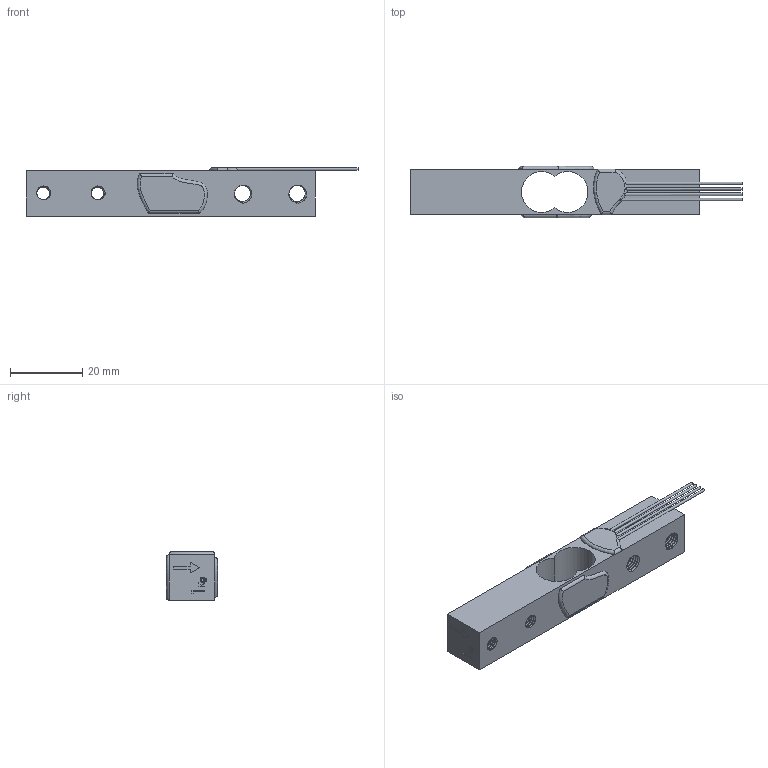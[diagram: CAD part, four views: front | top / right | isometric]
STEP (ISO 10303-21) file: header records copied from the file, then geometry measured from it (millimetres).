
FILE_DESCRIPTION(/* description */ (''),/* implementation_level */ '2;1');
FILE_NAME(/* name */ 'Loadcell-1kg-No Name v1.step',/* time_stamp */ '2024-04-29T22:34:12+02:00',/* author */ (''),/* organization */ (''),/* preprocessor_version */ 'ST-DEVELOPER v20',/* originating_system */ 'Autodesk Translation Framework v12.20.1.177',/* authorisation */ '');
FILE_SCHEMA (('AUTOMOTIVE_DESIGN { 1 0 10303 214 3 1 1 }'));
Length unit declared in the file: millimetre
Products named in the file (1): Loadcell-1kg-No Name
Bounding box: 91.8 x 14.2 x 13.4 mm (x, y, z)
Volume: 10163.4 mm3; surface area: 7006.2 mm2
Topology: 4 solids, 4 shells, 235 faces, 646 edges, 428 vertices
Faces by surface type: cylinder 154, plane 54, bspline 27
Full cylindrical faces by diameter (mm): 0.7 x4, 3.5 x36, 4.258 x34, 4.5 x30, 5.366 x28
Entity records: 20546 total; most frequent: CARTESIAN_POINT 15405, ORIENTED_EDGE 1292, DIRECTION 746, EDGE_CURVE 646, VERTEX_POINT 428, LINE 280, VECTOR 280, EDGE_LOOP 254
